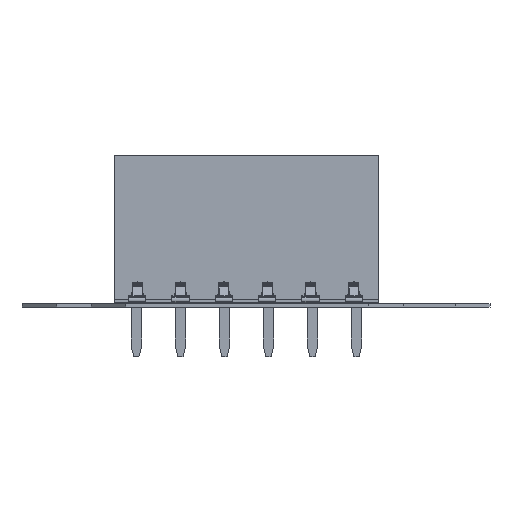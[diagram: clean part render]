
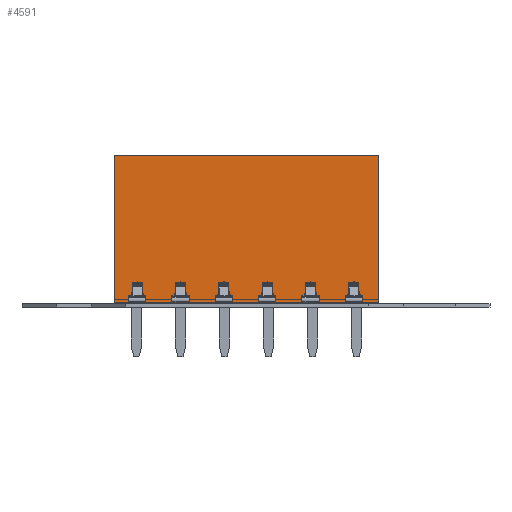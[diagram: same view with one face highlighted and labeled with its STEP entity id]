
A CAD part, left-side view. The second image highlights one B-rep face of the part: STEP entity #4591.
In plain terms, the highlighted face is planar.
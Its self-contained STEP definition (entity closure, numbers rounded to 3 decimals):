
#4591 = ADVANCED_FACE('',(#4592),#4626,.F.);
#4592 = FACE_BOUND('',#4593,.F.);
#4593 = EDGE_LOOP('',(#4594,#4604,#4612,#4620));
#4594 = ORIENTED_EDGE('',*,*,#4595,.T.);
#4595 = EDGE_CURVE('',#4596,#4598,#4600,.T.);
#4596 = VERTEX_POINT('',#4597);
#4597 = CARTESIAN_POINT('',(1.27,-13.97,0.));
#4598 = VERTEX_POINT('',#4599);
#4599 = CARTESIAN_POINT('',(1.27,-13.97,8.5));
#4600 = LINE('',#4601,#4602);
#4601 = CARTESIAN_POINT('',(1.27,-13.97,0.));
#4602 = VECTOR('',#4603,1.);
#4603 = DIRECTION('',(0.,0.,1.));
#4604 = ORIENTED_EDGE('',*,*,#4605,.T.);
#4605 = EDGE_CURVE('',#4598,#4606,#4608,.T.);
#4606 = VERTEX_POINT('',#4607);
#4607 = CARTESIAN_POINT('',(1.27,1.27,8.5));
#4608 = LINE('',#4609,#4610);
#4609 = CARTESIAN_POINT('',(1.27,-13.97,8.5));
#4610 = VECTOR('',#4611,1.);
#4611 = DIRECTION('',(0.,1.,0.));
#4612 = ORIENTED_EDGE('',*,*,#4613,.F.);
#4613 = EDGE_CURVE('',#4614,#4606,#4616,.T.);
#4614 = VERTEX_POINT('',#4615);
#4615 = CARTESIAN_POINT('',(1.27,1.27,0.));
#4616 = LINE('',#4617,#4618);
#4617 = CARTESIAN_POINT('',(1.27,1.27,0.));
#4618 = VECTOR('',#4619,1.);
#4619 = DIRECTION('',(0.,0.,1.));
#4620 = ORIENTED_EDGE('',*,*,#4621,.F.);
#4621 = EDGE_CURVE('',#4596,#4614,#4622,.T.);
#4622 = LINE('',#4623,#4624);
#4623 = CARTESIAN_POINT('',(1.27,-13.97,0.));
#4624 = VECTOR('',#4625,1.);
#4625 = DIRECTION('',(0.,1.,0.));
#4626 = PLANE('',#4627);
#4627 = AXIS2_PLACEMENT_3D('',#4628,#4629,#4630);
#4628 = CARTESIAN_POINT('',(1.27,-13.97,0.));
#4629 = DIRECTION('',(-1.,0.,0.));
#4630 = DIRECTION('',(0.,1.,0.));
